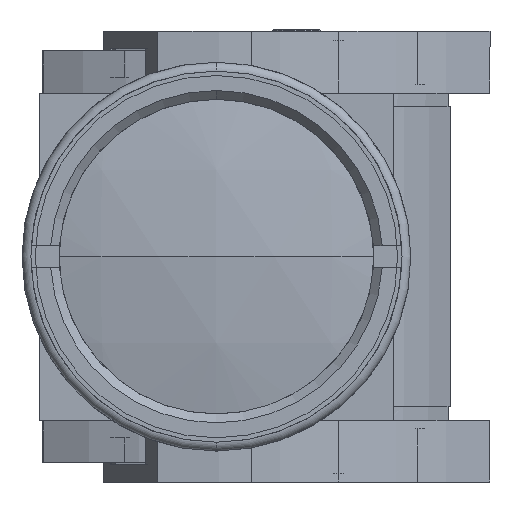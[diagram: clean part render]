
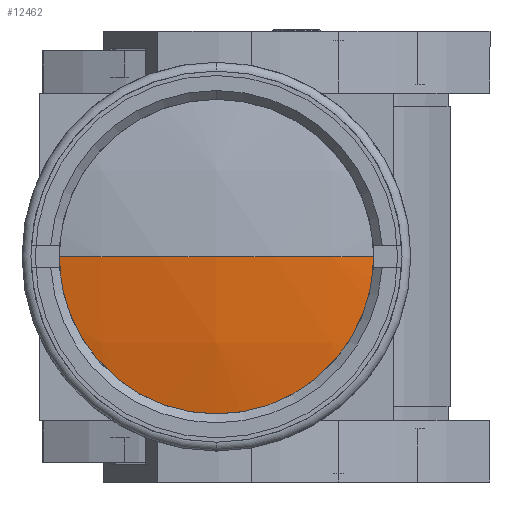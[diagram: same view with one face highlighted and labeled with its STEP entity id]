
A CAD part, left-side view. The second image highlights one B-rep face of the part: STEP entity #12462.
In plain terms, the highlighted spherical face has radius 87.5 mm.
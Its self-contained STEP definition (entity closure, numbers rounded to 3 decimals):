
#627 = VERTEX_POINT ( 'NONE', #11277 ) ;
#631 = VERTEX_POINT ( 'NONE', #11273 ) ;
#632 = VERTEX_POINT ( 'NONE', #11272 ) ;
#1053 = CIRCLE ( 'NONE', #1064, 87.5 ) ;
#1063 = CIRCLE ( 'NONE', #1067, 87.5 ) ;
#1064 = AXIS2_PLACEMENT_3D ( 'NONE', #13691, #13692, #13693 ) ;
#1065 = CIRCLE ( 'NONE', #1066, 19.5 ) ;
#1066 = AXIS2_PLACEMENT_3D ( 'NONE', #14601, #14602, #14603 ) ;
#1067 = AXIS2_PLACEMENT_3D ( 'NONE', #14604, #14605, #14606 ) ;
#5068 = FACE_OUTER_BOUND ( 'NONE', #5935, .T. ) ;
#5935 = EDGE_LOOP ( 'NONE', ( #8784, #8785, #8783 ) ) ;
#5979 = SPHERICAL_SURFACE ( 'NONE', #8456, 87.5 ) ;
#7411 = EDGE_CURVE ( 'NONE', #627, #632, #1053, .T. ) ;
#7412 = EDGE_CURVE ( 'NONE', #631, #627, #1065, .T. ) ;
#7413 = EDGE_CURVE ( 'NONE', #631, #632, #1063, .T. ) ;
#8456 = AXIS2_PLACEMENT_3D ( 'NONE', #9760, #9761, #9762 ) ;
#8783 = ORIENTED_EDGE ( 'NONE', *, *, #7413, .F. ) ;
#8784 = ORIENTED_EDGE ( 'NONE', *, *, #7412, .T. ) ;
#8785 = ORIENTED_EDGE ( 'NONE', *, *, #7411, .T. ) ;
#9760 = CARTESIAN_POINT ( 'NONE',  ( -65.508, 0., 0. ) ) ;
#9761 = DIRECTION ( 'NONE',  ( 0., 0., -1. ) ) ;
#9762 = DIRECTION ( 'NONE',  ( 0., 1., 0. ) ) ;
#11272 = CARTESIAN_POINT ( 'NONE',  ( -153.008, 0., 0. ) ) ;
#11273 = CARTESIAN_POINT ( 'NONE',  ( -150.808, 19.5, 0. ) ) ;
#11277 = CARTESIAN_POINT ( 'NONE',  ( -150.808, -19.5, 0. ) ) ;
#12462 = ADVANCED_FACE ( 'NONE', ( #5068 ), #5979, .T. ) ;
#13691 = CARTESIAN_POINT ( 'NONE',  ( -65.508, 0., 0. ) ) ;
#13692 = DIRECTION ( 'NONE',  ( 0., 0., -1. ) ) ;
#13693 = DIRECTION ( 'NONE',  ( 0., 1., 0. ) ) ;
#14601 = CARTESIAN_POINT ( 'NONE',  ( -150.808, 0., 0. ) ) ;
#14602 = DIRECTION ( 'NONE',  ( -1., 0., 0. ) ) ;
#14603 = DIRECTION ( 'NONE',  ( 0., 0., 1. ) ) ;
#14604 = CARTESIAN_POINT ( 'NONE',  ( -65.508, 0., 0. ) ) ;
#14605 = DIRECTION ( 'NONE',  ( 0., 0., 1. ) ) ;
#14606 = DIRECTION ( 'NONE',  ( 1., 0., 0. ) ) ;
